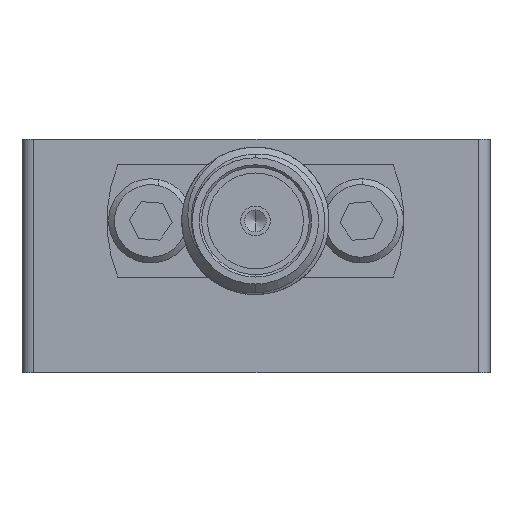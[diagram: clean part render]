
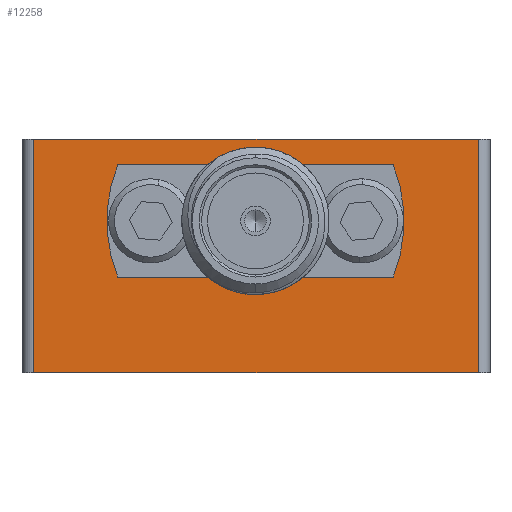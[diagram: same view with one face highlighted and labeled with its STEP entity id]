
A CAD part, left-side view. The second image highlights one B-rep face of the part: STEP entity #12258.
In plain terms, the highlighted planar face has unit normal (-1, 0, 0).
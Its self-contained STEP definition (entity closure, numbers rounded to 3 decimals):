
#960 = CIRCLE ( 'NONE', #2792, 1.092 ) ;
#1190 = CARTESIAN_POINT ( 'NONE',  ( 1044.291, 709.704, -3.5 ) ) ;
#1297 = EDGE_CURVE ( 'NONE', #31914, #36212, #960, .T. ) ;
#1706 = EDGE_CURVE ( 'NONE', #3834, #14108, #15951, .T. ) ;
#1755 = EDGE_CURVE ( 'NONE', #35682, #27553, #16334, .T. ) ;
#2189 = VECTOR ( 'NONE', #7407, 1000. ) ;
#2260 = CARTESIAN_POINT ( 'NONE',  ( 1044.291, 713.205, 0. ) ) ;
#2714 = AXIS2_PLACEMENT_3D ( 'NONE', #6152, #20944, #8797 ) ;
#2792 = AXIS2_PLACEMENT_3D ( 'NONE', #1190, #35758, #9927 ) ;
#3151 = AXIS2_PLACEMENT_3D ( 'NONE', #19555, #31135, #30754 ) ;
#3478 = EDGE_CURVE ( 'NONE', #26119, #21523, #11305, .T. ) ;
#3604 = CARTESIAN_POINT ( 'NONE',  ( 1044.291, 709.745, -4.591 ) ) ;
#3834 = VERTEX_POINT ( 'NONE', #31396 ) ;
#4221 = ORIENTED_EDGE ( 'NONE', *, *, #15729, .F. ) ;
#4583 = VECTOR ( 'NONE', #18476, 1000. ) ;
#5051 = AXIS2_PLACEMENT_3D ( 'NONE', #5558, #27966, #22278 ) ;
#5117 = PLANE ( 'NONE',  #20992 ) ;
#5558 = CARTESIAN_POINT ( 'NONE',  ( 1044.291, 716.428, -5.1 ) ) ;
#5900 = CARTESIAN_POINT ( 'NONE',  ( 1044.291, 711.228, -5.1 ) ) ;
#6152 = CARTESIAN_POINT ( 'NONE',  ( 1044.291, 718.704, -3.5 ) ) ;
#6183 = ORIENTED_EDGE ( 'NONE', *, *, #1755, .T. ) ;
#7305 = CARTESIAN_POINT ( 'NONE',  ( 1044.291, 723.705, 0. ) ) ;
#7407 = DIRECTION ( 'NONE',  ( 0., 0., -1. ) ) ;
#7546 = CARTESIAN_POINT ( 'NONE',  ( 1044.291, 704.705, -10. ) ) ;
#7583 = FACE_OUTER_BOUND ( 'NONE', #24325, .T. ) ;
#7597 = EDGE_LOOP ( 'NONE', ( #26343, #19415 ) ) ;
#7784 = DIRECTION ( 'NONE',  ( 0., 0., 1. ) ) ;
#7956 = FACE_BOUND ( 'NONE', #7597, .T. ) ;
#8203 = CIRCLE ( 'NONE', #19730, 0.8 ) ;
#8332 = DIRECTION ( 'NONE',  ( -1., 0., 0. ) ) ;
#8729 = DIRECTION ( 'NONE',  ( 0., -1., 0. ) ) ;
#8797 = DIRECTION ( 'NONE',  ( 0., -1., 0. ) ) ;
#9305 = EDGE_CURVE ( 'NONE', #14108, #11739, #27414, .T. ) ;
#9506 = CARTESIAN_POINT ( 'NONE',  ( 1044.291, 717.228, -5.1 ) ) ;
#9919 = CARTESIAN_POINT ( 'NONE',  ( 1044.291, 716.428, -5.9 ) ) ;
#9927 = DIRECTION ( 'NONE',  ( 0., -1., 0. ) ) ;
#10122 = VERTEX_POINT ( 'NONE', #31029 ) ;
#11305 = CIRCLE ( 'NONE', #32527, 1.092 ) ;
#11502 = CARTESIAN_POINT ( 'NONE',  ( 1044.291, 718.704, -3.5 ) ) ;
#11554 = EDGE_CURVE ( 'NONE', #21523, #26119, #37294, .T. ) ;
#11739 = VERTEX_POINT ( 'NONE', #9919 ) ;
#12155 = LINE ( 'NONE', #5900, #16930 ) ;
#12258 = ADVANCED_FACE ( 'NONE', ( #7583, #22774, #33981, #7956 ), #5117, .T. ) ;
#12374 = CARTESIAN_POINT ( 'NONE',  ( 1044.291, 717.228, -5.1 ) ) ;
#13077 = DIRECTION ( 'NONE',  ( 0., -1., 0. ) ) ;
#13379 = ORIENTED_EDGE ( 'NONE', *, *, #35356, .F. ) ;
#13467 = DIRECTION ( 'NONE',  ( 0., -1., 0. ) ) ;
#14019 = CARTESIAN_POINT ( 'NONE',  ( 1044.291, 711.228, -5.1 ) ) ;
#14108 = VERTEX_POINT ( 'NONE', #12374 ) ;
#14604 = CARTESIAN_POINT ( 'NONE',  ( 1044.291, 712.028, -1.1 ) ) ;
#14713 = ORIENTED_EDGE ( 'NONE', *, *, #18509, .F. ) ;
#15041 = VERTEX_POINT ( 'NONE', #7305 ) ;
#15376 = LINE ( 'NONE', #26955, #21614 ) ;
#15729 = EDGE_CURVE ( 'NONE', #30746, #10122, #18015, .T. ) ;
#15951 = LINE ( 'NONE', #9506, #2189 ) ;
#16334 = LINE ( 'NONE', #19743, #27081 ) ;
#16570 = EDGE_CURVE ( 'NONE', #21686, #30746, #17714, .T. ) ;
#16738 = VECTOR ( 'NONE', #33371, 1000. ) ;
#16930 = VECTOR ( 'NONE', #32284, 1000. ) ;
#17714 = CIRCLE ( 'NONE', #3151, 0.8 ) ;
#17877 = CARTESIAN_POINT ( 'NONE',  ( 1044.291, 718.491, -2.429 ) ) ;
#18015 = LINE ( 'NONE', #14604, #29185 ) ;
#18122 = CARTESIAN_POINT ( 'NONE',  ( 1044.291, 712.028, -5.9 ) ) ;
#18291 = EDGE_LOOP ( 'NONE', ( #32947, #20425, #13379, #4221, #28720, #14713, #22842, #33833 ) ) ;
#18348 = DIRECTION ( 'NONE',  ( 1., 0., 0. ) ) ;
#18476 = DIRECTION ( 'NONE',  ( 0., 0., 1. ) ) ;
#18509 = EDGE_CURVE ( 'NONE', #32201, #21686, #12155, .T. ) ;
#19062 = ORIENTED_EDGE ( 'NONE', *, *, #36528, .F. ) ;
#19173 = DIRECTION ( 'NONE',  ( 0., 0., 1. ) ) ;
#19175 = LINE ( 'NONE', #19368, #21741 ) ;
#19215 = AXIS2_PLACEMENT_3D ( 'NONE', #33209, #24875, #13077 ) ;
#19368 = CARTESIAN_POINT ( 'NONE',  ( 1044.291, 712.028, -5.9 ) ) ;
#19415 = ORIENTED_EDGE ( 'NONE', *, *, #23685, .T. ) ;
#19555 = CARTESIAN_POINT ( 'NONE',  ( 1044.291, 712.028, -1.9 ) ) ;
#19730 = AXIS2_PLACEMENT_3D ( 'NONE', #19954, #34752, #8729 ) ;
#19743 = CARTESIAN_POINT ( 'NONE',  ( 1044.291, 704.705, -10. ) ) ;
#19954 = CARTESIAN_POINT ( 'NONE',  ( 1044.291, 716.428, -1.9 ) ) ;
#20425 = ORIENTED_EDGE ( 'NONE', *, *, #1706, .F. ) ;
#20937 = CARTESIAN_POINT ( 'NONE',  ( 1044.291, 709.663, -2.409 ) ) ;
#20944 = DIRECTION ( 'NONE',  ( 1., 0., 0. ) ) ;
#20992 = AXIS2_PLACEMENT_3D ( 'NONE', #2260, #8332, #19173 ) ;
#21268 = DIRECTION ( 'NONE',  ( 0., -1., 0. ) ) ;
#21523 = VERTEX_POINT ( 'NONE', #17877 ) ;
#21614 = VECTOR ( 'NONE', #21268, 1000. ) ;
#21686 = VERTEX_POINT ( 'NONE', #30560 ) ;
#21736 = EDGE_CURVE ( 'NONE', #11739, #23988, #19175, .T. ) ;
#21741 = VECTOR ( 'NONE', #13467, 1000. ) ;
#22169 = CARTESIAN_POINT ( 'NONE',  ( 1044.291, 718.917, -4.571 ) ) ;
#22278 = DIRECTION ( 'NONE',  ( 0., -1., 0. ) ) ;
#22710 = DIRECTION ( 'NONE',  ( 1., 0., 0. ) ) ;
#22774 = FACE_BOUND ( 'NONE', #35734, .T. ) ;
#22817 = EDGE_CURVE ( 'NONE', #37447, #15041, #35567, .T. ) ;
#22842 = ORIENTED_EDGE ( 'NONE', *, *, #36732, .F. ) ;
#23256 = EDGE_CURVE ( 'NONE', #37447, #35682, #27122, .T. ) ;
#23685 = EDGE_CURVE ( 'NONE', #36212, #31914, #31321, .T. ) ;
#23988 = VERTEX_POINT ( 'NONE', #18122 ) ;
#24325 = EDGE_LOOP ( 'NONE', ( #6183, #19062, #34297, #30865 ) ) ;
#24875 = DIRECTION ( 'NONE',  ( -1., 0., 0. ) ) ;
#24920 = ORIENTED_EDGE ( 'NONE', *, *, #3478, .T. ) ;
#26119 = VERTEX_POINT ( 'NONE', #22169 ) ;
#26325 = CARTESIAN_POINT ( 'NONE',  ( 1044.291, 723.705, -10. ) ) ;
#26343 = ORIENTED_EDGE ( 'NONE', *, *, #1297, .T. ) ;
#26955 = CARTESIAN_POINT ( 'NONE',  ( 1044.291, 704.705, 0. ) ) ;
#27073 = CIRCLE ( 'NONE', #19215, 0.8 ) ;
#27074 = CARTESIAN_POINT ( 'NONE',  ( 1044.291, 709.704, -3.5 ) ) ;
#27081 = VECTOR ( 'NONE', #7784, 1000. ) ;
#27122 = LINE ( 'NONE', #7546, #16738 ) ;
#27414 = CIRCLE ( 'NONE', #5051, 0.8 ) ;
#27553 = VERTEX_POINT ( 'NONE', #33143 ) ;
#27628 = DIRECTION ( 'NONE',  ( 0., -1., 0. ) ) ;
#27689 = CARTESIAN_POINT ( 'NONE',  ( 1044.291, 704.705, -10. ) ) ;
#27966 = DIRECTION ( 'NONE',  ( -1., 0., 0. ) ) ;
#28402 = DIRECTION ( 'NONE',  ( 0., -1., 0. ) ) ;
#28720 = ORIENTED_EDGE ( 'NONE', *, *, #16570, .F. ) ;
#28963 = ORIENTED_EDGE ( 'NONE', *, *, #11554, .T. ) ;
#29185 = VECTOR ( 'NONE', #32061, 1000. ) ;
#29699 = CARTESIAN_POINT ( 'NONE',  ( 1044.291, 723.705, -10. ) ) ;
#30560 = CARTESIAN_POINT ( 'NONE',  ( 1044.291, 711.228, -1.9 ) ) ;
#30746 = VERTEX_POINT ( 'NONE', #32465 ) ;
#30754 = DIRECTION ( 'NONE',  ( 0., -1., 0. ) ) ;
#30865 = ORIENTED_EDGE ( 'NONE', *, *, #23256, .T. ) ;
#31029 = CARTESIAN_POINT ( 'NONE',  ( 1044.291, 716.428, -1.1 ) ) ;
#31135 = DIRECTION ( 'NONE',  ( -1., 0., 0. ) ) ;
#31321 = CIRCLE ( 'NONE', #36780, 1.092 ) ;
#31396 = CARTESIAN_POINT ( 'NONE',  ( 1044.291, 717.228, -1.9 ) ) ;
#31914 = VERTEX_POINT ( 'NONE', #3604 ) ;
#32061 = DIRECTION ( 'NONE',  ( 0., 1., 0. ) ) ;
#32201 = VERTEX_POINT ( 'NONE', #14019 ) ;
#32284 = DIRECTION ( 'NONE',  ( 0., 0., 1. ) ) ;
#32465 = CARTESIAN_POINT ( 'NONE',  ( 1044.291, 712.028, -1.1 ) ) ;
#32527 = AXIS2_PLACEMENT_3D ( 'NONE', #11502, #22710, #28402 ) ;
#32947 = ORIENTED_EDGE ( 'NONE', *, *, #9305, .F. ) ;
#33143 = CARTESIAN_POINT ( 'NONE',  ( 1044.291, 704.705, 0. ) ) ;
#33209 = CARTESIAN_POINT ( 'NONE',  ( 1044.291, 712.028, -5.1 ) ) ;
#33371 = DIRECTION ( 'NONE',  ( 0., -1., 0. ) ) ;
#33833 = ORIENTED_EDGE ( 'NONE', *, *, #21736, .F. ) ;
#33981 = FACE_BOUND ( 'NONE', #18291, .T. ) ;
#34297 = ORIENTED_EDGE ( 'NONE', *, *, #22817, .F. ) ;
#34752 = DIRECTION ( 'NONE',  ( -1., 0., 0. ) ) ;
#35356 = EDGE_CURVE ( 'NONE', #10122, #3834, #8203, .T. ) ;
#35567 = LINE ( 'NONE', #29699, #4583 ) ;
#35682 = VERTEX_POINT ( 'NONE', #27689 ) ;
#35734 = EDGE_LOOP ( 'NONE', ( #24920, #28963 ) ) ;
#35758 = DIRECTION ( 'NONE',  ( 1., 0., 0. ) ) ;
#36212 = VERTEX_POINT ( 'NONE', #20937 ) ;
#36528 = EDGE_CURVE ( 'NONE', #15041, #27553, #15376, .T. ) ;
#36732 = EDGE_CURVE ( 'NONE', #23988, #32201, #27073, .T. ) ;
#36780 = AXIS2_PLACEMENT_3D ( 'NONE', #27074, #18348, #27628 ) ;
#37294 = CIRCLE ( 'NONE', #2714, 1.092 ) ;
#37447 = VERTEX_POINT ( 'NONE', #26325 ) ;
